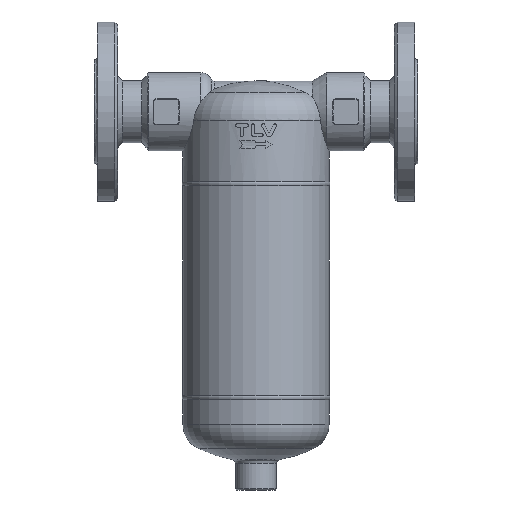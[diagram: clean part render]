
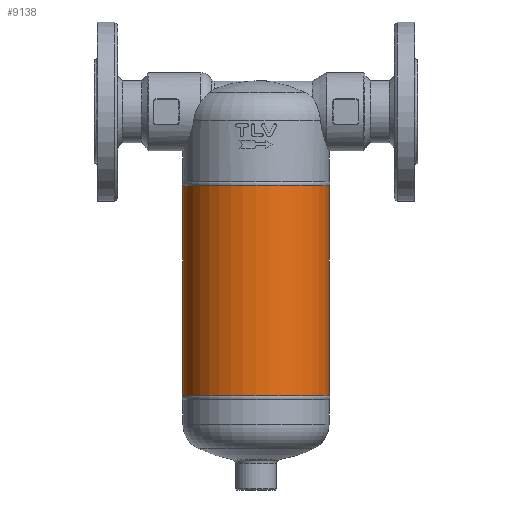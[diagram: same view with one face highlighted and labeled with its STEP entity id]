
A CAD part, front view. The second image highlights one B-rep face of the part: STEP entity #9138.
In plain terms, the highlighted cylindrical face has radius 57.15 mm (diameter 114.3 mm), a full revolution.
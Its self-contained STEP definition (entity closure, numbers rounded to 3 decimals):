
#8857=CARTESIAN_POINT('',(-57.15,0.,-165.326));
#8858=VERTEX_POINT('',#8857);
#8859=CARTESIAN_POINT('',(0.,0.0,-165.326));
#8860=DIRECTION('',(0.0,0.0,-1.0));
#8861=DIRECTION('',(1.0,0.0,0.0));
#8862=AXIS2_PLACEMENT_3D('',#8859,#8860,#8861);
#8863=CIRCLE('',#8862,57.15);
#8864=EDGE_CURVE('',#8858,#8858,#8863,.T.);
#8874=CARTESIAN_POINT('',(-57.15,0.,-1.674));
#8875=VERTEX_POINT('',#8874);
#8876=CARTESIAN_POINT('',(0.,0.0,-1.674));
#8877=DIRECTION('',(0.0,0.0,1.0));
#8878=DIRECTION('',(1.0,0.0,0.0));
#8879=AXIS2_PLACEMENT_3D('',#8876,#8877,#8878);
#8880=CIRCLE('',#8879,57.15);
#8881=EDGE_CURVE('',#8875,#8875,#8880,.T.);
#9127=CARTESIAN_POINT('',(0.,0.0,0.));
#9128=DIRECTION('',(0.,0.0,-1.0));
#9129=DIRECTION('',(1.0,0.0,0.0));
#9130=AXIS2_PLACEMENT_3D('',#9127,#9128,#9129);
#9131=CYLINDRICAL_SURFACE('',#9130,57.15);
#9132=ORIENTED_EDGE('',*,*,#8881,.F.);
#9133=EDGE_LOOP('',(#9132));
#9134=FACE_OUTER_BOUND('',#9133,.T.);
#9135=ORIENTED_EDGE('',*,*,#8864,.F.);
#9136=EDGE_LOOP('',(#9135));
#9137=FACE_BOUND('',#9136,.T.);
#9138=ADVANCED_FACE('',(#9134,#9137),#9131,.T.);
